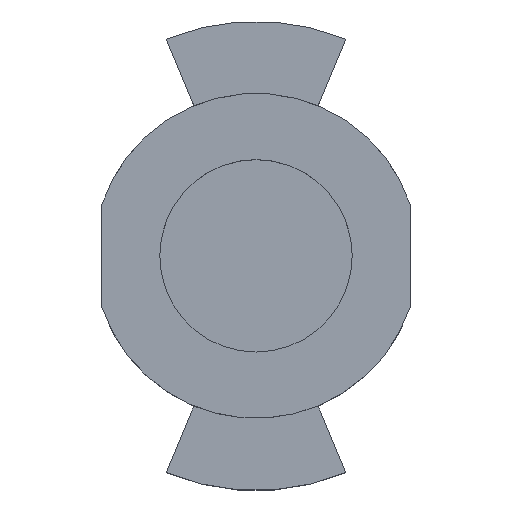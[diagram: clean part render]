
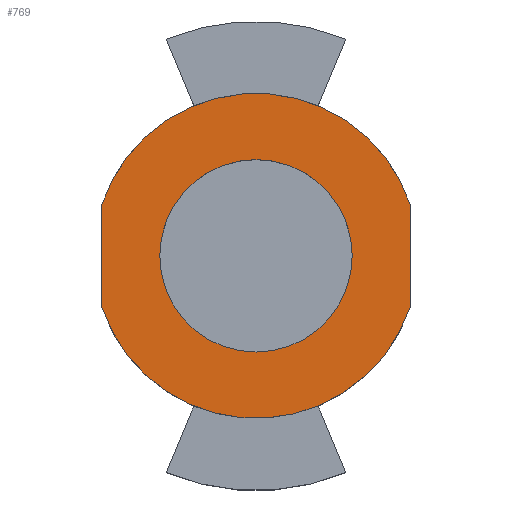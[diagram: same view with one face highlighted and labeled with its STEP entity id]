
A CAD part, top view. The second image highlights one B-rep face of the part: STEP entity #769.
In plain terms, the highlighted planar face has unit normal (0, 0, 1).
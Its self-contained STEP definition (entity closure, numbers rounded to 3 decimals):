
#380=CARTESIAN_POINT('',(2.583,-6.236,37.75));
#381=VERTEX_POINT('',#380);
#405=CARTESIAN_POINT('',(6.4,-2.145,37.75));
#406=VERTEX_POINT('',#405);
#413=CARTESIAN_POINT('',(0.,0.,37.75));
#414=DIRECTION('',(0.0,0.0,-1.0));
#415=DIRECTION('',(-0.948,-0.318,0.0));
#416=AXIS2_PLACEMENT_3D('',#413,#414,#415);
#417=CIRCLE('',#416,6.75);
#418=EDGE_CURVE('',#406,#381,#417,.T.);
#451=CARTESIAN_POINT('',(4.0,0.,37.75));
#452=VERTEX_POINT('',#451);
#468=CARTESIAN_POINT('',(-4.0,0.,37.75));
#469=VERTEX_POINT('',#468);
#476=CARTESIAN_POINT('',(0.,0.,37.75));
#477=DIRECTION('',(0.0,0.0,-1.0));
#478=DIRECTION('',(1.0,0.0,0.0));
#479=AXIS2_PLACEMENT_3D('',#476,#477,#478);
#480=CIRCLE('',#479,4.0);
#481=EDGE_CURVE('',#452,#469,#480,.T.);
#697=CARTESIAN_POINT('',(0.,0.,37.75));
#698=DIRECTION('',(0.0,0.0,-1.0));
#699=DIRECTION('',(1.0,0.0,0.0));
#700=AXIS2_PLACEMENT_3D('',#697,#698,#699);
#701=CIRCLE('',#700,4.0);
#702=EDGE_CURVE('',#469,#452,#701,.T.);
#725=CARTESIAN_POINT('',(0.,0.0,37.75));
#726=DIRECTION('',(0.0,0.0,1.0));
#727=DIRECTION('',(1.0,0.0,0.0));
#728=AXIS2_PLACEMENT_3D('',#725,#726,#727);
#729=PLANE('',#728);
#730=CARTESIAN_POINT('',(-6.4,2.145,37.75));
#731=VERTEX_POINT('',#730);
#732=CARTESIAN_POINT('',(6.4,2.145,37.75));
#733=VERTEX_POINT('',#732);
#734=CARTESIAN_POINT('',(0.,0.,37.75));
#735=DIRECTION('',(0.0,0.0,-1.0));
#736=DIRECTION('',(0.948,0.318,0.0));
#737=AXIS2_PLACEMENT_3D('',#734,#735,#736);
#738=CIRCLE('',#737,6.75);
#739=EDGE_CURVE('',#731,#733,#738,.T.);
#740=ORIENTED_EDGE('',*,*,#739,.F.);
#741=CARTESIAN_POINT('',(-6.4,-2.145,37.75));
#742=VERTEX_POINT('',#741);
#743=CARTESIAN_POINT('',(-6.4,-2.145,37.75));
#744=DIRECTION('',(0.0,1.0,0.0));
#745=VECTOR('',#744,4.291);
#746=LINE('',#743,#745);
#747=EDGE_CURVE('',#742,#731,#746,.T.);
#748=ORIENTED_EDGE('',*,*,#747,.F.);
#749=CARTESIAN_POINT('',(0.,0.,37.75));
#750=DIRECTION('',(0.0,0.0,-1.0));
#751=DIRECTION('',(-0.948,-0.318,0.0));
#752=AXIS2_PLACEMENT_3D('',#749,#750,#751);
#753=CIRCLE('',#752,6.75);
#754=EDGE_CURVE('',#381,#742,#753,.T.);
#755=ORIENTED_EDGE('',*,*,#754,.F.);
#756=ORIENTED_EDGE('',*,*,#418,.F.);
#757=CARTESIAN_POINT('',(6.4,2.145,37.75));
#758=DIRECTION('',(0.0,-1.0,0.0));
#759=VECTOR('',#758,4.291);
#760=LINE('',#757,#759);
#761=EDGE_CURVE('',#733,#406,#760,.T.);
#762=ORIENTED_EDGE('',*,*,#761,.F.);
#763=EDGE_LOOP('',(#740,#748,#755,#756,#762));
#764=FACE_OUTER_BOUND('',#763,.T.);
#765=ORIENTED_EDGE('',*,*,#481,.T.);
#766=ORIENTED_EDGE('',*,*,#702,.T.);
#767=EDGE_LOOP('',(#765,#766));
#768=FACE_BOUND('',#767,.T.);
#769=ADVANCED_FACE('',(#764,#768),#729,.T.);
